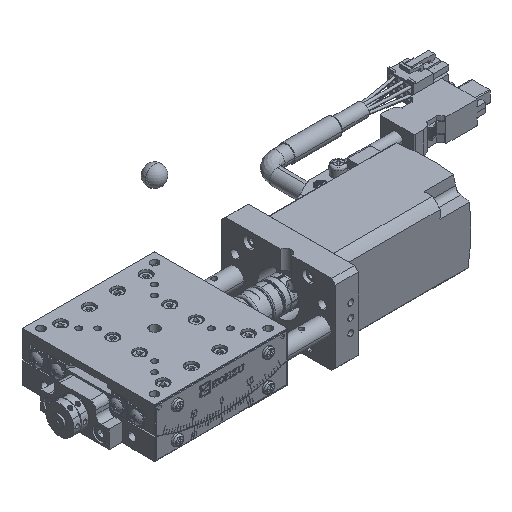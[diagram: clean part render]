
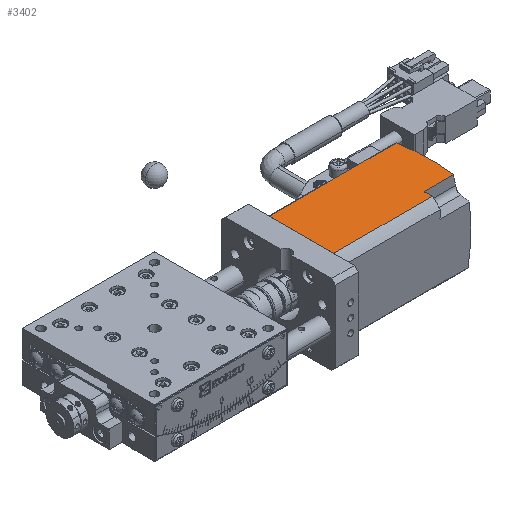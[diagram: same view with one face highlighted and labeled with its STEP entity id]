
A CAD part, isometric view. The second image highlights one B-rep face of the part: STEP entity #3402.
In plain terms, the highlighted planar face has unit normal (0, 0, 1).
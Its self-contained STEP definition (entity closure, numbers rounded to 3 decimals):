
#3402=ADVANCED_FACE('',(#35297),#35296,.F.);
#35296=PLANE('',#57494);
#35297=FACE_OUTER_BOUND('',#57495,.T.);
#57491=CARTESIAN_POINT('',(70.539,20.365,30.));
#57492=DIRECTION('',(0.,0.,-1.));
#57493=DIRECTION('',(1.,0.,0.));
#57494=AXIS2_PLACEMENT_3D('',#57491,#57492,#57493);
#57495=EDGE_LOOP('',(#73341,#73342,#73343,#73344,#73345,#73346));
#73341=ORIENTED_EDGE('',*,*,#81399,.T.);
#73342=ORIENTED_EDGE('',*,*,#81406,.T.);
#73343=ORIENTED_EDGE('',*,*,#81396,.T.);
#73344=ORIENTED_EDGE('',*,*,#81391,.T.);
#73345=ORIENTED_EDGE('',*,*,#81407,.T.);
#73346=ORIENTED_EDGE('',*,*,#81346,.T.);
#81346=EDGE_CURVE('',#132498,#132491,#132499,.T.);
#81391=EDGE_CURVE('',#132792,#132785,#132793,.T.);
#81396=EDGE_CURVE('',#132825,#132792,#132826,.T.);
#81399=EDGE_CURVE('',#132491,#132838,#132845,.T.);
#81406=EDGE_CURVE('',#132838,#132825,#132890,.T.);
#81407=EDGE_CURVE('',#132785,#132498,#132896,.T.);
#132491=VERTEX_POINT('',#167111);
#132498=VERTEX_POINT('',#167116);
#132499=CIRCLE('',#167120,97.77);
#132785=VERTEX_POINT('',#167442);
#132792=VERTEX_POINT('',#167446);
#132793=LINE('',#167447,#167448);
#132825=VERTEX_POINT('',#167466);
#132826=LINE('',#167467,#167468);
#132838=VERTEX_POINT('',#167474);
#132845=LINE('',#167479,#167480);
#132890=LINE('',#167505,#167506);
#132896=LINE('',#167508,#167509);
#167111=CARTESIAN_POINT('',(144.509,16.971,30.));
#167116=CARTESIAN_POINT('',(145.178,-12.6,30.));
#167117=CARTESIAN_POINT('',(48.223,0.,30.));
#167118=DIRECTION('',(0.,0.,1.));
#167119=DIRECTION('',(-0.992,0.129,0.));
#167120=AXIS2_PLACEMENT_3D('',#167117,#167118,#167119);
#167442=CARTESIAN_POINT('',(129.7,-12.6,30.));
#167446=CARTESIAN_POINT('',(129.7,-16.971,30.));
#167447=CARTESIAN_POINT('',(129.7,-16.971,30.));
#167448=VECTOR('',#167449,4.371);
#167449=DIRECTION('',(0.,1.,0.));
#167466=CARTESIAN_POINT('',(77.5,-16.971,30.));
#167467=CARTESIAN_POINT('',(77.5,-16.971,30.));
#167468=VECTOR('',#167469,52.2);
#167469=DIRECTION('',(1.,0.,0.));
#167474=CARTESIAN_POINT('',(77.5,16.971,30.));
#167479=CARTESIAN_POINT('',(144.509,16.971,30.));
#167480=VECTOR('',#167481,67.009);
#167481=DIRECTION('',(-1.,0.,0.));
#167505=CARTESIAN_POINT('',(77.5,16.971,30.));
#167506=VECTOR('',#167507,33.941);
#167507=DIRECTION('',(0.,-1.,0.));
#167508=CARTESIAN_POINT('',(129.7,-12.6,30.));
#167509=VECTOR('',#167510,15.478);
#167510=DIRECTION('',(1.,0.,0.));
